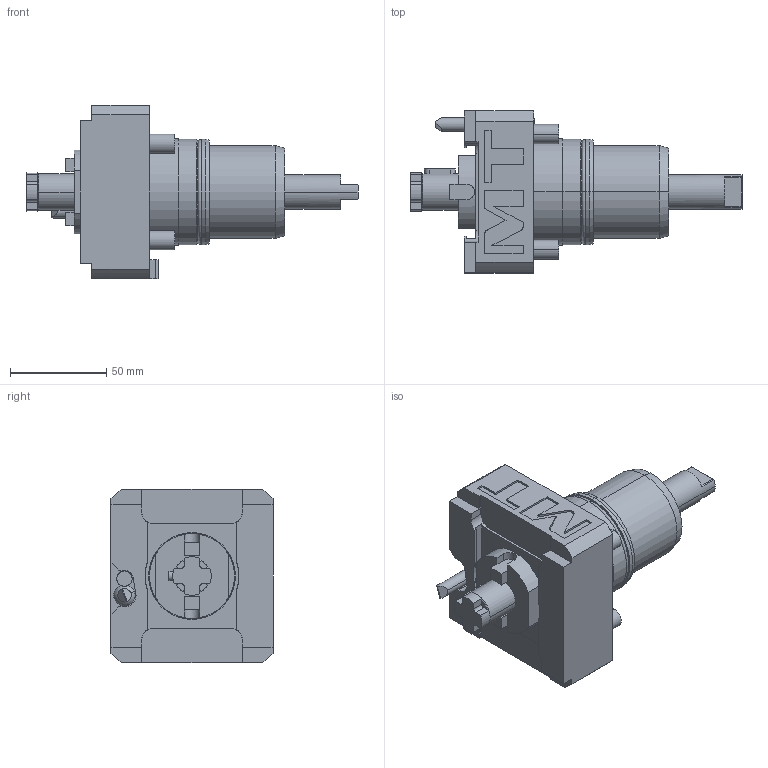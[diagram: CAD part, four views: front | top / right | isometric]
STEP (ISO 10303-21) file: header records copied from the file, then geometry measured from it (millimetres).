
FILE_DESCRIPTION((''),'2;1');
FILE_NAME('NKM1830419_CONF','2023-06-23T14:53:09',('gvalli'),('M.T. srl'),'CREO PARAMETRIC BY PTC INC, 2021072','CREO PARAMETRIC BY PTC INC, 2021072','');
FILE_SCHEMA(('CONFIG_CONTROL_DESIGN'));
Length unit declared in the file: millimetre
Products named in the file (1): NKM1830419_CONF
Bounding box: 172.05 x 84 x 90 mm (x, y, z)
Volume: 409085.8 mm3; surface area: 52033.4 mm2
Topology: 1 solids, 1 shells, 252 faces, 649 edges, 422 vertices
Faces by surface type: plane 163, cylinder 65, cone 10, torus 8, extrusion 4, sphere 2
Entity records: 7978 total; most frequent: CARTESIAN_POINT 1668, DIRECTION 1309, ORIENTED_EDGE 1298, EDGE_CURVE 649, VECTOR 441, LINE 437, AXIS2_PLACEMENT_3D 434, VERTEX_POINT 422
